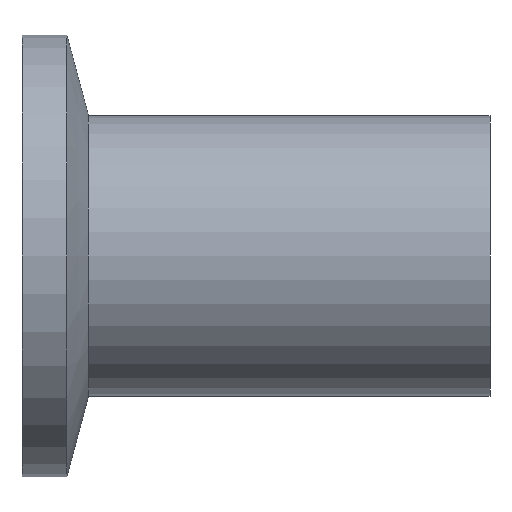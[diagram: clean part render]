
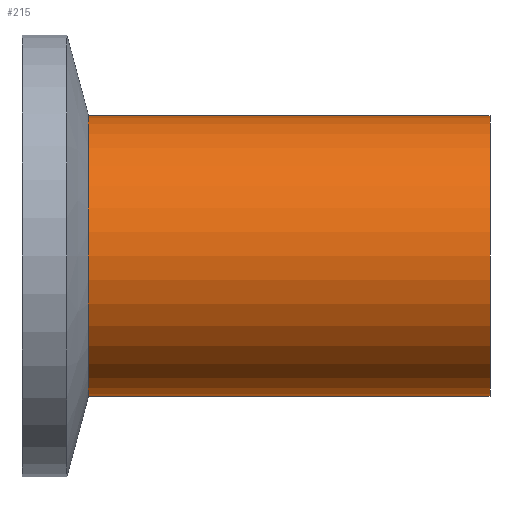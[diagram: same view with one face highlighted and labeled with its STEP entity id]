
A CAD part, left-side view. The second image highlights one B-rep face of the part: STEP entity #215.
In plain terms, the highlighted cylindrical face has radius 9.525 mm (diameter 19.05 mm), a partial arc.
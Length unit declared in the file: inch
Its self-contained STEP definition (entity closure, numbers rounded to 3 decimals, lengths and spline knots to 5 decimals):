
#15 = EDGE_LOOP ( 'NONE', ( #310, #161, #350, #75 ) ) ;
#19 = EDGE_CURVE ( 'NONE', #207, #77, #281, .T. ) ;
#36 = VECTOR ( 'NONE', #233, 39.37008 ) ;
#38 = VERTEX_POINT ( 'NONE', #262 ) ;
#75 = ORIENTED_EDGE ( 'NONE', *, *, #341, .F. ) ;
#77 = VERTEX_POINT ( 'NONE', #79 ) ;
#79 = CARTESIAN_POINT ( 'NONE',  ( 0., -1.25, 0.375 ) ) ;
#83 = CARTESIAN_POINT ( 'NONE',  ( 0., -0.17761, 0.375 ) ) ;
#86 = LINE ( 'NONE', #324, #36 ) ;
#100 = AXIS2_PLACEMENT_3D ( 'NONE', #170, #232, #176 ) ;
#110 = CYLINDRICAL_SURFACE ( 'NONE', #179, 0.375 ) ;
#116 = CARTESIAN_POINT ( 'NONE',  ( 0., 0., 0.375 ) ) ;
#149 = CARTESIAN_POINT ( 'NONE',  ( 0., -0.17761, 0. ) ) ;
#161 = ORIENTED_EDGE ( 'NONE', *, *, #19, .T. ) ;
#170 = CARTESIAN_POINT ( 'NONE',  ( 0., -1.25, 0. ) ) ;
#176 = DIRECTION ( 'NONE',  ( 0., 0., 1. ) ) ;
#179 = AXIS2_PLACEMENT_3D ( 'NONE', #319, #195, #211 ) ;
#195 = DIRECTION ( 'NONE',  ( 0., 1., 0. ) ) ;
#207 = VERTEX_POINT ( 'NONE', #278 ) ;
#211 = DIRECTION ( 'NONE',  ( 0., 0., 1. ) ) ;
#215 = ADVANCED_FACE ( 'NONE', ( #225 ), #110, .T. ) ;
#218 = AXIS2_PLACEMENT_3D ( 'NONE', #149, #296, #270 ) ;
#225 = FACE_OUTER_BOUND ( 'NONE', #15, .T. ) ;
#232 = DIRECTION ( 'NONE',  ( 0., 1., 0. ) ) ;
#233 = DIRECTION ( 'NONE',  ( 0., 1., 0. ) ) ;
#236 = EDGE_CURVE ( 'NONE', #207, #38, #86, .T. ) ;
#242 = DIRECTION ( 'NONE',  ( 0., 1., 0. ) ) ;
#262 = CARTESIAN_POINT ( 'NONE',  ( 0., -0.17761, -0.375 ) ) ;
#265 = LINE ( 'NONE', #116, #309 ) ;
#270 = DIRECTION ( 'NONE',  ( 0., 0., 1. ) ) ;
#278 = CARTESIAN_POINT ( 'NONE',  ( 0., -1.25, -0.375 ) ) ;
#281 = CIRCLE ( 'NONE', #100, 0.375 ) ;
#285 = EDGE_CURVE ( 'NONE', #77, #353, #265, .T. ) ;
#296 = DIRECTION ( 'NONE',  ( 0., 1., 0. ) ) ;
#309 = VECTOR ( 'NONE', #242, 39.37008 ) ;
#310 = ORIENTED_EDGE ( 'NONE', *, *, #236, .F. ) ;
#319 = CARTESIAN_POINT ( 'NONE',  ( 0., 0., 0. ) ) ;
#324 = CARTESIAN_POINT ( 'NONE',  ( 0., 0., -0.375 ) ) ;
#341 = EDGE_CURVE ( 'NONE', #38, #353, #390, .T. ) ;
#350 = ORIENTED_EDGE ( 'NONE', *, *, #285, .T. ) ;
#353 = VERTEX_POINT ( 'NONE', #83 ) ;
#390 = CIRCLE ( 'NONE', #218, 0.375 ) ;
